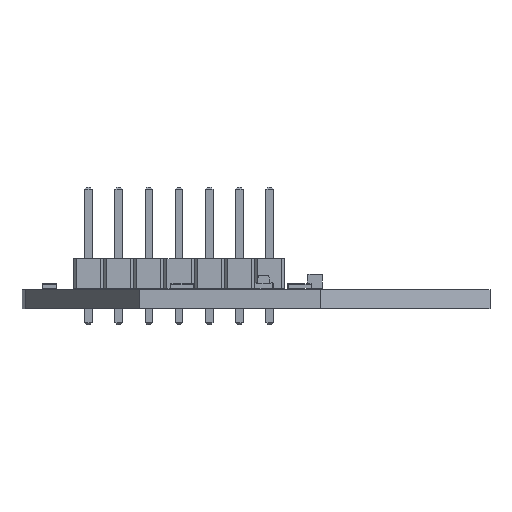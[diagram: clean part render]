
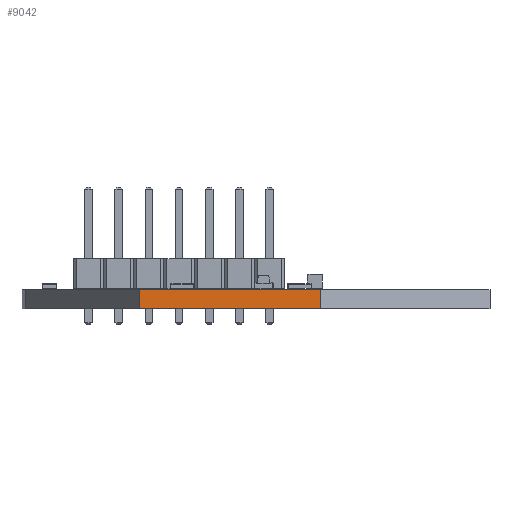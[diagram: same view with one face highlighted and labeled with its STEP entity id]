
A CAD part, front view. The second image highlights one B-rep face of the part: STEP entity #9042.
In plain terms, the highlighted planar face has unit normal (0, -1, 0).
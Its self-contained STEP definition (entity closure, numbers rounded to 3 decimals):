
#8349 = VERTEX_POINT('',#8350);
#8350 = CARTESIAN_POINT('',(97.028,-137.668,0.));
#8356 = EDGE_CURVE('',#8357,#8349,#8359,.T.);
#8357 = VERTEX_POINT('',#8358);
#8358 = CARTESIAN_POINT('',(112.268,-137.668,0.));
#8359 = LINE('',#8360,#8361);
#8360 = CARTESIAN_POINT('',(112.268,-137.668,0.));
#8361 = VECTOR('',#8362,1.);
#8362 = DIRECTION('',(-1.,0.,0.));
#8656 = VERTEX_POINT('',#8657);
#8657 = CARTESIAN_POINT('',(97.028,-137.668,1.6));
#8663 = EDGE_CURVE('',#8664,#8656,#8666,.T.);
#8664 = VERTEX_POINT('',#8665);
#8665 = CARTESIAN_POINT('',(112.268,-137.668,1.6));
#8666 = LINE('',#8667,#8668);
#8667 = CARTESIAN_POINT('',(112.268,-137.668,1.6));
#8668 = VECTOR('',#8669,1.);
#8669 = DIRECTION('',(-1.,0.,0.));
#9012 = EDGE_CURVE('',#8349,#8656,#9013,.T.);
#9013 = LINE('',#9014,#9015);
#9014 = CARTESIAN_POINT('',(97.028,-137.668,0.));
#9015 = VECTOR('',#9016,1.);
#9016 = DIRECTION('',(0.,0.,1.));
#9031 = EDGE_CURVE('',#8357,#8664,#9032,.T.);
#9032 = LINE('',#9033,#9034);
#9033 = CARTESIAN_POINT('',(112.268,-137.668,0.));
#9034 = VECTOR('',#9035,1.);
#9035 = DIRECTION('',(0.,0.,1.));
#9042 = ADVANCED_FACE('',(#9043),#9049,.T.);
#9043 = FACE_BOUND('',#9044,.T.);
#9044 = EDGE_LOOP('',(#9045,#9046,#9047,#9048));
#9045 = ORIENTED_EDGE('',*,*,#9031,.T.);
#9046 = ORIENTED_EDGE('',*,*,#8663,.T.);
#9047 = ORIENTED_EDGE('',*,*,#9012,.F.);
#9048 = ORIENTED_EDGE('',*,*,#8356,.F.);
#9049 = PLANE('',#9050);
#9050 = AXIS2_PLACEMENT_3D('',#9051,#9052,#9053);
#9051 = CARTESIAN_POINT('',(112.268,-137.668,0.));
#9052 = DIRECTION('',(0.,-1.,0.));
#9053 = DIRECTION('',(-1.,0.,0.));
